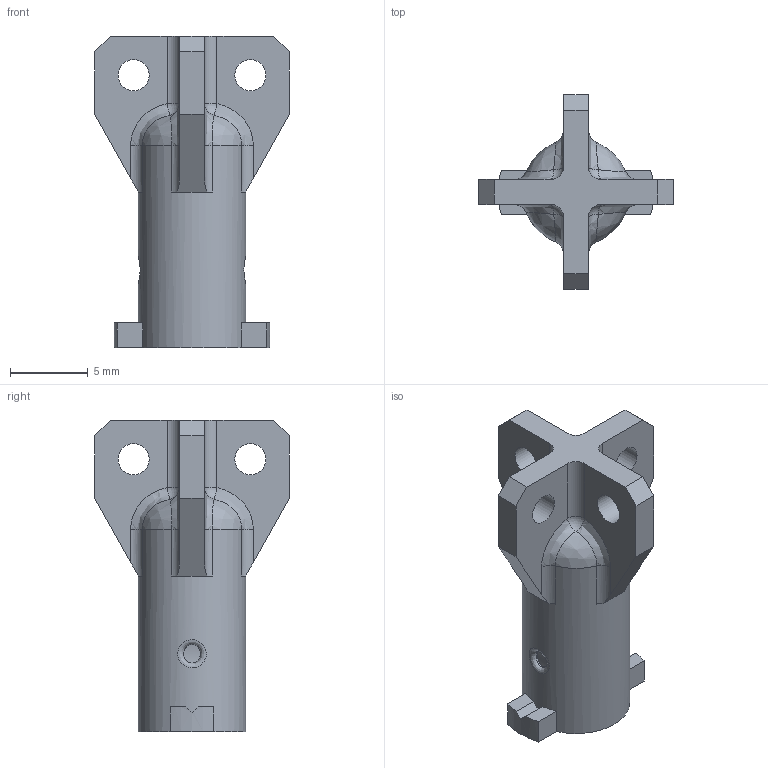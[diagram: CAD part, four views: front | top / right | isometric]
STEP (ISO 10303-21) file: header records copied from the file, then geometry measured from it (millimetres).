
FILE_DESCRIPTION(/* description */ (''),/* implementation_level */ '2;1');
FILE_NAME(/* name */ 'Moldable Topper.step',/* time_stamp */ '2025-04-09T15:31:02-07:00',/* author */ (''),/* organization */ (''),/* preprocessor_version */ 'ST-DEVELOPER v20.1',/* originating_system */ 'Autodesk Translation Framework v14.4.0.0',/* authorisation */ '');
FILE_SCHEMA (('AUTOMOTIVE_DESIGN { 1 0 10303 214 3 1 1 }'));
Length unit declared in the file: millimetre
Products named in the file (2): Moldable Topper; Moldable Topper_1
Assembly tree (1 placements, depth 2):
  Moldable Topper
    Moldable Topper_1
Bounding box: 12.5 x 12.5 x 20 mm (x, y, z)
Volume: 778.7 mm3; surface area: 747.6 mm2
Topology: 1 solids, 1 shells, 83 faces, 212 edges, 132 vertices
Faces by surface type: plane 42, cylinder 21, bspline 16, sphere 4
Full cylindrical faces by diameter (mm): 2 x4, 6.9 x1
Entity records: 3123 total; most frequent: CARTESIAN_POINT 1080, ORIENTED_EDGE 424, DIRECTION 410, EDGE_CURVE 212, AXIS2_PLACEMENT_3D 152, VERTEX_POINT 132, LINE 106, VECTOR 106
